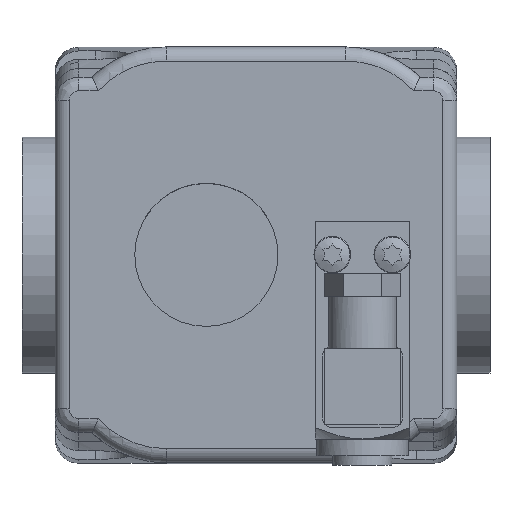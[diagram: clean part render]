
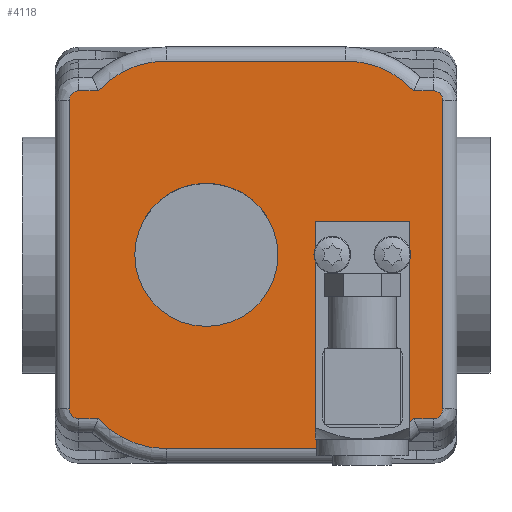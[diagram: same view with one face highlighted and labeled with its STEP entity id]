
A CAD part, top view. The second image highlights one B-rep face of the part: STEP entity #4118.
In plain terms, the highlighted planar face has unit normal (0, 0, 1).
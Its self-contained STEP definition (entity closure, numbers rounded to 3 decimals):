
#576=CARTESIAN_POINT('',(22.6,7.,52.5));
#577=VERTEX_POINT('',#576);
#578=CARTESIAN_POINT('',(22.5,7.,52.5));
#579=DIRECTION('',(0.0,0.0,-1.0));
#580=DIRECTION('',(1.0,0.0,0.0));
#581=AXIS2_PLACEMENT_3D('',#578,#579,#580);
#582=CIRCLE('',#581,0.1);
#583=EDGE_CURVE('',#577,#577,#582,.T.);
#613=CARTESIAN_POINT('',(22.6,-7.,52.5));
#614=VERTEX_POINT('',#613);
#615=CARTESIAN_POINT('',(22.5,-7.,52.5));
#616=DIRECTION('',(0.0,0.0,-1.0));
#617=DIRECTION('',(1.0,0.0,0.0));
#618=AXIS2_PLACEMENT_3D('',#615,#616,#617);
#619=CIRCLE('',#618,0.1);
#620=EDGE_CURVE('',#614,#614,#619,.T.);
#687=CARTESIAN_POINT('',(4.646,0.0,52.5));
#688=VERTEX_POINT('',#687);
#689=CARTESIAN_POINT('',(-10.5,0.0,52.5));
#690=DIRECTION('',(0.0,0.0,-1.0));
#691=DIRECTION('',(1.0,0.0,0.0));
#692=AXIS2_PLACEMENT_3D('',#689,#690,#691);
#693=CIRCLE('',#692,15.146);
#694=EDGE_CURVE('',#688,#688,#693,.T.);
#3222=CARTESIAN_POINT('',(-37.5,34.68,52.5));
#3223=VERTEX_POINT('',#3222);
#3231=CARTESIAN_POINT('',(-33.372,34.68,52.5));
#3232=VERTEX_POINT('',#3231);
#3233=CARTESIAN_POINT('',(-37.5,34.68,52.5));
#3234=DIRECTION('',(1.0,0.0,0.0));
#3235=VECTOR('',#3234,4.128);
#3236=LINE('',#3233,#3235);
#3237=EDGE_CURVE('',#3223,#3232,#3236,.T.);
#3275=CARTESIAN_POINT('',(19.,41.,52.5));
#3276=VERTEX_POINT('',#3275);
#3284=CARTESIAN_POINT('',(33.372,34.68,52.5));
#3285=VERTEX_POINT('',#3284);
#3286=CARTESIAN_POINT('',(19.,21.5,52.5));
#3287=DIRECTION('',(0.0,0.0,-1.0));
#3288=DIRECTION('',(0.395,0.919,0.0));
#3289=AXIS2_PLACEMENT_3D('',#3286,#3287,#3288);
#3290=CIRCLE('',#3289,19.5);
#3291=EDGE_CURVE('',#3276,#3285,#3290,.T.);
#3337=CARTESIAN_POINT('',(37.5,-34.68,52.5));
#3338=VERTEX_POINT('',#3337);
#3346=CARTESIAN_POINT('',(33.372,-34.68,52.5));
#3347=VERTEX_POINT('',#3346);
#3348=CARTESIAN_POINT('',(37.5,-34.68,52.5));
#3349=DIRECTION('',(-1.0,0.0,0.0));
#3350=VECTOR('',#3349,4.128);
#3351=LINE('',#3348,#3350);
#3352=EDGE_CURVE('',#3338,#3347,#3351,.T.);
#3415=CARTESIAN_POINT('',(39.5,-32.613,52.5));
#3416=VERTEX_POINT('',#3415);
#3424=CARTESIAN_POINT('',(39.5,-32.613,52.5));
#3425=CARTESIAN_POINT('',(39.5,-33.069,52.5));
#3426=CARTESIAN_POINT('',(39.248,-33.829,52.5));
#3427=CARTESIAN_POINT('',(38.411,-34.533,52.5));
#3428=CARTESIAN_POINT('',(37.804,-34.68,52.5));
#3429=CARTESIAN_POINT('',(37.5,-34.68,52.5));
#3430=B_SPLINE_CURVE_WITH_KNOTS('',3,(#3424,#3425,#3426,#3427,#3428,#3429),.UNSPECIFIED.,.F.,.U.,(4,1,1,4),(0.0,0.137,0.228,0.319),.UNSPECIFIED.);
#3431=EDGE_CURVE('',#3416,#3338,#3430,.T.);
#3441=CARTESIAN_POINT('',(39.5,32.613,52.5));
#3442=VERTEX_POINT('',#3441);
#3450=CARTESIAN_POINT('',(39.5,32.613,52.5));
#3451=DIRECTION('',(0.0,-1.0,0.0));
#3452=VECTOR('',#3451,65.225);
#3453=LINE('',#3450,#3452);
#3454=EDGE_CURVE('',#3442,#3416,#3453,.T.);
#3498=CARTESIAN_POINT('',(37.5,34.68,52.5));
#3499=VERTEX_POINT('',#3498);
#3507=CARTESIAN_POINT('',(37.5,34.68,52.5));
#3508=CARTESIAN_POINT('',(37.956,34.68,52.5));
#3509=CARTESIAN_POINT('',(39.018,34.283,52.5));
#3510=CARTESIAN_POINT('',(39.5,33.221,52.5));
#3511=CARTESIAN_POINT('',(39.5,32.613,52.5));
#3512=B_SPLINE_CURVE_WITH_KNOTS('',3,(#3507,#3508,#3509,#3510,#3511),.UNSPECIFIED.,.F.,.U.,(4,1,4),(0.0,0.137,0.319),.UNSPECIFIED.);
#3513=EDGE_CURVE('',#3499,#3442,#3512,.T.);
#3523=CARTESIAN_POINT('',(33.372,34.68,52.5));
#3524=DIRECTION('',(1.0,0.0,0.0));
#3525=VECTOR('',#3524,4.128);
#3526=LINE('',#3523,#3525);
#3527=EDGE_CURVE('',#3285,#3499,#3526,.T.);
#3545=CARTESIAN_POINT('',(19.,-41.,52.5));
#3546=VERTEX_POINT('',#3545);
#3547=CARTESIAN_POINT('',(19.,-21.5,52.5));
#3548=DIRECTION('',(0.0,0.0,-1.0));
#3549=DIRECTION('',(0.395,-0.919,0.0));
#3550=AXIS2_PLACEMENT_3D('',#3547,#3548,#3549);
#3551=CIRCLE('',#3550,19.5);
#3552=EDGE_CURVE('',#3347,#3546,#3551,.T.);
#3590=CARTESIAN_POINT('',(-19.,-41.,52.5));
#3591=VERTEX_POINT('',#3590);
#3608=CARTESIAN_POINT('',(19.0,-41.,52.5));
#3609=DIRECTION('',(-1.0,0.0,0.0));
#3610=VECTOR('',#3609,38.0);
#3611=LINE('',#3608,#3610);
#3612=EDGE_CURVE('',#3546,#3591,#3611,.T.);
#3632=CARTESIAN_POINT('',(-33.372,-34.68,52.5));
#3633=VERTEX_POINT('',#3632);
#3634=CARTESIAN_POINT('',(-19.,-21.5,52.5));
#3635=DIRECTION('',(0.0,0.0,-1.0));
#3636=DIRECTION('',(-0.395,-0.919,0.0));
#3637=AXIS2_PLACEMENT_3D('',#3634,#3635,#3636);
#3638=CIRCLE('',#3637,19.5);
#3639=EDGE_CURVE('',#3591,#3633,#3638,.T.);
#3677=CARTESIAN_POINT('',(-19.,41.,52.5));
#3678=VERTEX_POINT('',#3677);
#3686=CARTESIAN_POINT('',(-19.,41.,52.5));
#3687=DIRECTION('',(1.0,0.0,0.0));
#3688=VECTOR('',#3687,38.0);
#3689=LINE('',#3686,#3688);
#3690=EDGE_CURVE('',#3678,#3276,#3689,.T.);
#3707=CARTESIAN_POINT('',(-19.,21.5,52.5));
#3708=DIRECTION('',(0.0,0.0,-1.0));
#3709=DIRECTION('',(-0.395,0.919,0.0));
#3710=AXIS2_PLACEMENT_3D('',#3707,#3708,#3709);
#3711=CIRCLE('',#3710,19.5);
#3712=EDGE_CURVE('',#3232,#3678,#3711,.T.);
#3778=CARTESIAN_POINT('',(-39.5,32.613,52.5));
#3779=VERTEX_POINT('',#3778);
#3787=CARTESIAN_POINT('',(-39.5,32.613,52.5));
#3788=CARTESIAN_POINT('',(-39.5,33.069,52.5));
#3789=CARTESIAN_POINT('',(-39.248,33.829,52.5));
#3790=CARTESIAN_POINT('',(-38.411,34.533,52.5));
#3791=CARTESIAN_POINT('',(-37.804,34.68,52.5));
#3792=CARTESIAN_POINT('',(-37.5,34.68,52.5));
#3793=B_SPLINE_CURVE_WITH_KNOTS('',3,(#3787,#3788,#3789,#3790,#3791,#3792),.UNSPECIFIED.,.F.,.U.,(4,1,1,4),(0.0,0.137,0.228,0.319),.UNSPECIFIED.);
#3794=EDGE_CURVE('',#3779,#3223,#3793,.T.);
#3804=CARTESIAN_POINT('',(-39.5,-32.613,52.5));
#3805=VERTEX_POINT('',#3804);
#3813=CARTESIAN_POINT('',(-39.5,-32.613,52.5));
#3814=DIRECTION('',(0.0,1.0,0.0));
#3815=VECTOR('',#3814,65.225);
#3816=LINE('',#3813,#3815);
#3817=EDGE_CURVE('',#3805,#3779,#3816,.T.);
#3861=CARTESIAN_POINT('',(-37.5,-34.68,52.5));
#3862=VERTEX_POINT('',#3861);
#3870=CARTESIAN_POINT('',(-37.5,-34.68,52.5));
#3871=CARTESIAN_POINT('',(-37.956,-34.68,52.5));
#3872=CARTESIAN_POINT('',(-39.018,-34.283,52.5));
#3873=CARTESIAN_POINT('',(-39.5,-33.221,52.5));
#3874=CARTESIAN_POINT('',(-39.5,-32.613,52.5));
#3875=B_SPLINE_CURVE_WITH_KNOTS('',3,(#3870,#3871,#3872,#3873,#3874),.UNSPECIFIED.,.F.,.U.,(4,1,4),(0.0,0.137,0.319),.UNSPECIFIED.);
#3876=EDGE_CURVE('',#3862,#3805,#3875,.T.);
#3886=CARTESIAN_POINT('',(-33.372,-34.68,52.5));
#3887=DIRECTION('',(-1.0,0.0,0.0));
#3888=VECTOR('',#3887,4.128);
#3889=LINE('',#3886,#3888);
#3890=EDGE_CURVE('',#3633,#3862,#3889,.T.);
#4086=CARTESIAN_POINT('',(0.,0.,52.5));
#4087=DIRECTION('',(0.0,0.0,1.0));
#4088=DIRECTION('',(1.0,0.0,0.0));
#4089=AXIS2_PLACEMENT_3D('',#4086,#4087,#4088);
#4090=PLANE('',#4089);
#4091=ORIENTED_EDGE('',*,*,#3352,.F.);
#4092=ORIENTED_EDGE('',*,*,#3431,.F.);
#4093=ORIENTED_EDGE('',*,*,#3454,.F.);
#4094=ORIENTED_EDGE('',*,*,#3513,.F.);
#4095=ORIENTED_EDGE('',*,*,#3527,.F.);
#4096=ORIENTED_EDGE('',*,*,#3291,.F.);
#4097=ORIENTED_EDGE('',*,*,#3690,.F.);
#4098=ORIENTED_EDGE('',*,*,#3712,.F.);
#4099=ORIENTED_EDGE('',*,*,#3237,.F.);
#4100=ORIENTED_EDGE('',*,*,#3794,.F.);
#4101=ORIENTED_EDGE('',*,*,#3817,.F.);
#4102=ORIENTED_EDGE('',*,*,#3876,.F.);
#4103=ORIENTED_EDGE('',*,*,#3890,.F.);
#4104=ORIENTED_EDGE('',*,*,#3639,.F.);
#4105=ORIENTED_EDGE('',*,*,#3612,.F.);
#4106=ORIENTED_EDGE('',*,*,#3552,.F.);
#4107=EDGE_LOOP('',(#4091,#4092,#4093,#4094,#4095,#4096,#4097,#4098,#4099,#4100,#4101,#4102,#4103,#4104,#4105,#4106));
#4108=FACE_OUTER_BOUND('',#4107,.T.);
#4109=ORIENTED_EDGE('',*,*,#583,.T.);
#4110=EDGE_LOOP('',(#4109));
#4111=FACE_BOUND('',#4110,.T.);
#4112=ORIENTED_EDGE('',*,*,#620,.T.);
#4113=EDGE_LOOP('',(#4112));
#4114=FACE_BOUND('',#4113,.T.);
#4115=ORIENTED_EDGE('',*,*,#694,.T.);
#4116=EDGE_LOOP('',(#4115));
#4117=FACE_BOUND('',#4116,.T.);
#4118=ADVANCED_FACE('',(#4108,#4111,#4114,#4117),#4090,.T.);
